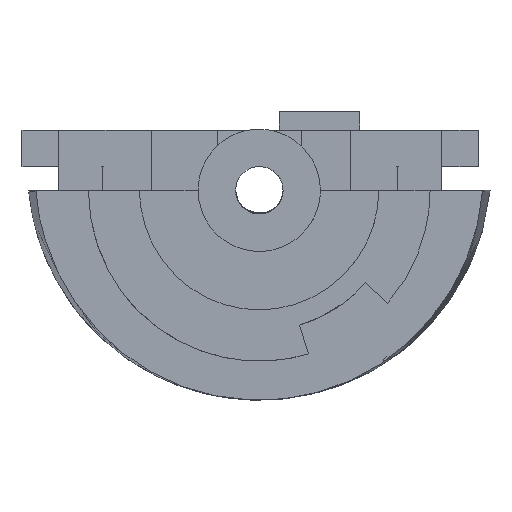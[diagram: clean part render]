
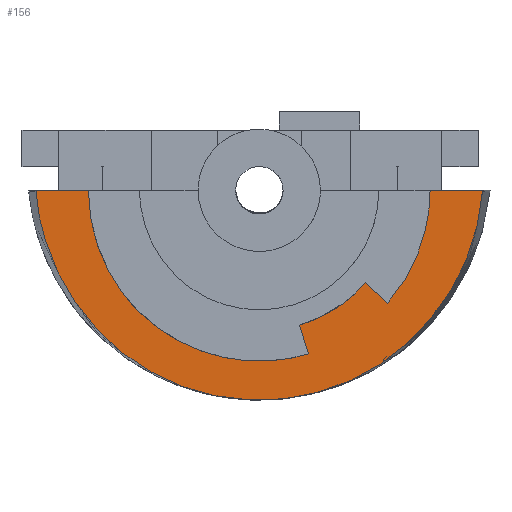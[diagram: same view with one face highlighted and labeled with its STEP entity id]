
A CAD part, front view. The second image highlights one B-rep face of the part: STEP entity #156.
In plain terms, the highlighted planar face has unit normal (0, -1, 0).
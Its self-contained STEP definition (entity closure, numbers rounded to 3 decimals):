
#156=ADVANCED_FACE('',(#296),#2369,.T.);
#296=FACE_OUTER_BOUND('',#449,.T.);
#449=EDGE_LOOP('',(#1112,#1113,#1114,#1115,#1116,#1117,#1118,#1119,#1120,
#1121));
#1112=ORIENTED_EDGE('',*,*,#1555,.F.);
#1113=ORIENTED_EDGE('',*,*,#1559,.T.);
#1114=ORIENTED_EDGE('',*,*,#1542,.T.);
#1115=ORIENTED_EDGE('',*,*,#1544,.T.);
#1116=ORIENTED_EDGE('',*,*,#1535,.F.);
#1117=ORIENTED_EDGE('',*,*,#1335,.F.);
#1118=ORIENTED_EDGE('',*,*,#1368,.F.);
#1119=ORIENTED_EDGE('',*,*,#1367,.F.);
#1120=ORIENTED_EDGE('',*,*,#1562,.F.);
#1121=ORIENTED_EDGE('',*,*,#1361,.F.);
#1335=EDGE_CURVE('',#2076,#2075,#1840,.T.);
#1361=EDGE_CURVE('',#2108,#2107,#1863,.T.);
#1367=EDGE_CURVE('',#2115,#2199,#1869,.T.);
#1368=EDGE_CURVE('',#2199,#2076,#1870,.T.);
#1535=EDGE_CURVE('',#2075,#2207,#1942,.T.);
#1542=EDGE_CURVE('',#2212,#2213,#1947,.T.);
#1544=EDGE_CURVE('',#2213,#2207,#1791,.T.);
#1555=EDGE_CURVE('',#2208,#2108,#1953,.T.);
#1559=EDGE_CURVE('',#2208,#2212,#1800,.T.);
#1562=EDGE_CURVE('',#2107,#2115,#1955,.T.);
#1791=B_SPLINE_CURVE_WITH_KNOTS('',1,(#4706,#4707),.UNSPECIFIED.,.F.,.F.,
(2,2),(-20.869,-19.219),.UNSPECIFIED.);
#1800=B_SPLINE_CURVE_WITH_KNOTS('',1,(#4745,#4746),.UNSPECIFIED.,.F.,.F.,
(2,2),(-39.1,-37.449),.UNSPECIFIED.);
#1840=(
BOUNDED_CURVE()
B_SPLINE_CURVE(3,(#3896,#3897,#3898,#3899),.UNSPECIFIED.,.F.,.F.)
B_SPLINE_CURVE_WITH_KNOTS((4,4),(-192.104,-189.227),
 .UNSPECIFIED.)
CURVE()
GEOMETRIC_REPRESENTATION_ITEM()
RATIONAL_B_SPLINE_CURVE((1.,1.,1.,1.))
REPRESENTATION_ITEM('')
);
#1863=(
BOUNDED_CURVE()
B_SPLINE_CURVE(3,(#4007,#4008,#4009,#4010),.UNSPECIFIED.,.F.,.F.)
B_SPLINE_CURVE_WITH_KNOTS((4,4),(-40.255,-37.379),
 .UNSPECIFIED.)
CURVE()
GEOMETRIC_REPRESENTATION_ITEM()
RATIONAL_B_SPLINE_CURVE((1.,1.,1.,1.))
REPRESENTATION_ITEM('')
);
#1869=(
BOUNDED_CURVE()
B_SPLINE_CURVE(3,(#4040,#4041,#4042,#4043,#4044,#4045,#4046,#4047,#4048,
#4049,#4050,#4051,#4052,#4053,#4054,#4055,#4056,#4057,#4058,#4059,#4060,
#4061,#4062,#4063,#4064,#4065,#4066,#4067,#4068,#4069,#4070,#4071,#4072,
#4073,#4074,#4075,#4076),.UNSPECIFIED.,.F.,.F.)
B_SPLINE_CURVE_WITH_KNOTS((4,3,3,3,3,3,3,3,3,3,3,3,4),(38.159,
40.581,43.803,47.015,50.218,53.415,
56.606,59.796,62.992,66.197,69.408,
72.631,75.053),.UNSPECIFIED.)
CURVE()
GEOMETRIC_REPRESENTATION_ITEM()
RATIONAL_B_SPLINE_CURVE((1.,1.,1.,1.,1.,1.,1.,1.,1.,1.,1.,1.,1.,1.,1.,1.,
1.,1.,1.,1.,1.,1.,1.,1.,1.,1.,1.,1.,1.,1.,1.,1.,1.,1.,1.,1.,1.))
REPRESENTATION_ITEM('')
);
#1870=(
BOUNDED_CURVE()
B_SPLINE_CURVE(3,(#4077,#4078,#4079,#4080),.UNSPECIFIED.,.F.,.F.)
B_SPLINE_CURVE_WITH_KNOTS((4,4),(75.053,75.121),
 .UNSPECIFIED.)
CURVE()
GEOMETRIC_REPRESENTATION_ITEM()
RATIONAL_B_SPLINE_CURVE((1.,1.,1.,1.))
REPRESENTATION_ITEM('')
);
#1942=(
BOUNDED_CURVE()
B_SPLINE_CURVE(2,(#4680,#4681,#4682),.UNSPECIFIED.,.F.,.F.)
B_SPLINE_CURVE_WITH_KNOTS((3,3),(-61.012,-53.973),
 .UNSPECIFIED.)
CURVE()
GEOMETRIC_REPRESENTATION_ITEM()
RATIONAL_B_SPLINE_CURVE((1.,0.936,1.))
REPRESENTATION_ITEM('')
);
#1947=(
BOUNDED_CURVE()
B_SPLINE_CURVE(2,(#4699,#4700,#4701,#4702,#4703),.UNSPECIFIED.,.F.,.F.)
B_SPLINE_CURVE_WITH_KNOTS((3,2,3),(-37.449,-29.159,
-20.869),.UNSPECIFIED.)
CURVE()
GEOMETRIC_REPRESENTATION_ITEM()
RATIONAL_B_SPLINE_CURVE((1.,0.91,1.,0.91,1.))
REPRESENTATION_ITEM('')
);
#1953=(
BOUNDED_CURVE()
B_SPLINE_CURVE(2,(#4735,#4736,#4737),.UNSPECIFIED.,.F.,.F.)
B_SPLINE_CURVE_WITH_KNOTS((3,3),(-37.545,-30.506),
 .UNSPECIFIED.)
CURVE()
GEOMETRIC_REPRESENTATION_ITEM()
RATIONAL_B_SPLINE_CURVE((1.,0.936,1.))
REPRESENTATION_ITEM('')
);
#1955=(
BOUNDED_CURVE()
B_SPLINE_CURVE(3,(#4751,#4752,#4753,#4754),.UNSPECIFIED.,.F.,.F.)
B_SPLINE_CURVE_WITH_KNOTS((4,4),(112.694,112.762),
 .UNSPECIFIED.)
CURVE()
GEOMETRIC_REPRESENTATION_ITEM()
RATIONAL_B_SPLINE_CURVE((1.,1.,1.,1.))
REPRESENTATION_ITEM('')
);
#2075=VERTEX_POINT('',#3471);
#2076=VERTEX_POINT('',#3472);
#2107=VERTEX_POINT('',#3503);
#2108=VERTEX_POINT('',#3504);
#2115=VERTEX_POINT('',#3511);
#2199=VERTEX_POINT('',#3595);
#2207=VERTEX_POINT('',#3603);
#2208=VERTEX_POINT('',#3604);
#2212=VERTEX_POINT('',#3608);
#2213=VERTEX_POINT('',#3609);
#2369=PLANE('',#2485);
#2485=AXIS2_PLACEMENT_3D('',#3383,#2584,$);
#2584=DIRECTION('',(0.,-1.,0.));
#3383=CARTESIAN_POINT('',(-12.481,-111.35,-4.785));
#3471=CARTESIAN_POINT('',(-9.36,-111.35,-4.9));
#3472=CARTESIAN_POINT('',(-12.237,-111.35,-4.9));
#3503=CARTESIAN_POINT('',(12.237,-111.35,-4.9));
#3504=CARTESIAN_POINT('',(9.36,-111.35,-4.9));
#3511=CARTESIAN_POINT('',(12.232,-111.35,-4.967));
#3595=CARTESIAN_POINT('',(-12.232,-111.35,-4.967));
#3603=CARTESIAN_POINT('',(-7.027,-111.35,-11.083));
#3604=CARTESIAN_POINT('',(7.027,-111.35,-11.083));
#3608=CARTESIAN_POINT('',(5.812,-111.35,-9.967));
#3609=CARTESIAN_POINT('',(-5.812,-111.35,-9.967));
#3896=CARTESIAN_POINT('',(-12.237,-111.35,-4.9));
#3897=CARTESIAN_POINT('',(-11.278,-111.35,-4.9));
#3898=CARTESIAN_POINT('',(-10.319,-111.35,-4.9));
#3899=CARTESIAN_POINT('',(-9.36,-111.35,-4.9));
#4007=CARTESIAN_POINT('',(9.36,-111.35,-4.9));
#4008=CARTESIAN_POINT('',(10.319,-111.35,-4.9));
#4009=CARTESIAN_POINT('',(11.278,-111.35,-4.9));
#4010=CARTESIAN_POINT('',(12.237,-111.35,-4.9));
#4040=CARTESIAN_POINT('',(12.232,-111.35,-4.967));
#4041=CARTESIAN_POINT('',(12.178,-111.35,-5.772));
#4042=CARTESIAN_POINT('',(12.031,-111.35,-6.568));
#4043=CARTESIAN_POINT('',(11.811,-111.35,-7.344));
#4044=CARTESIAN_POINT('',(11.518,-111.35,-8.374));
#4045=CARTESIAN_POINT('',(11.096,-111.35,-9.367));
#4046=CARTESIAN_POINT('',(10.556,-111.35,-10.292));
#4047=CARTESIAN_POINT('',(10.017,-111.35,-11.214));
#4048=CARTESIAN_POINT('',(9.361,-111.35,-12.068));
#4049=CARTESIAN_POINT('',(8.606,-111.35,-12.823));
#4050=CARTESIAN_POINT('',(7.852,-111.35,-13.577));
#4051=CARTESIAN_POINT('',(7.002,-111.35,-14.23));
#4052=CARTESIAN_POINT('',(6.08,-111.35,-14.764));
#4053=CARTESIAN_POINT('',(5.16,-111.35,-15.297));
#4054=CARTESIAN_POINT('',(4.171,-111.35,-15.708));
#4055=CARTESIAN_POINT('',(3.145,-111.35,-15.984));
#4056=CARTESIAN_POINT('',(2.12,-111.35,-16.26));
#4057=CARTESIAN_POINT('',(1.061,-111.35,-16.4));
#4058=CARTESIAN_POINT('',(0.,-111.35,-16.4));
#4059=CARTESIAN_POINT('',(-1.061,-111.35,-16.4));
#4060=CARTESIAN_POINT('',(-2.12,-111.35,-16.26));
#4061=CARTESIAN_POINT('',(-3.145,-111.35,-15.984));
#4062=CARTESIAN_POINT('',(-4.171,-111.35,-15.708));
#4063=CARTESIAN_POINT('',(-5.159,-111.35,-15.297));
#4064=CARTESIAN_POINT('',(-6.079,-111.35,-14.765));
#4065=CARTESIAN_POINT('',(-7.001,-111.35,-14.231));
#4066=CARTESIAN_POINT('',(-7.852,-111.35,-13.577));
#4067=CARTESIAN_POINT('',(-8.606,-111.35,-12.823));
#4068=CARTESIAN_POINT('',(-9.361,-111.35,-12.068));
#4069=CARTESIAN_POINT('',(-10.016,-111.35,-11.216));
#4070=CARTESIAN_POINT('',(-10.555,-111.35,-10.293));
#4071=CARTESIAN_POINT('',(-11.095,-111.35,-9.368));
#4072=CARTESIAN_POINT('',(-11.518,-111.35,-8.375));
#4073=CARTESIAN_POINT('',(-11.811,-111.35,-7.344));
#4074=CARTESIAN_POINT('',(-12.031,-111.35,-6.568));
#4075=CARTESIAN_POINT('',(-12.178,-111.35,-5.772));
#4076=CARTESIAN_POINT('',(-12.232,-111.35,-4.967));
#4077=CARTESIAN_POINT('',(-12.232,-111.35,-4.967));
#4078=CARTESIAN_POINT('',(-12.234,-111.35,-4.945));
#4079=CARTESIAN_POINT('',(-12.235,-111.35,-4.922));
#4080=CARTESIAN_POINT('',(-12.237,-111.35,-4.9));
#4680=CARTESIAN_POINT('',(-9.36,-111.35,-4.9));
#4681=CARTESIAN_POINT('',(-9.36,-111.35,-8.432));
#4682=CARTESIAN_POINT('',(-7.027,-111.35,-11.083));
#4699=CARTESIAN_POINT('',(5.812,-111.35,-9.967));
#4700=CARTESIAN_POINT('',(3.507,-111.35,-12.61));
#4701=CARTESIAN_POINT('',(0.,-111.35,-12.61));
#4702=CARTESIAN_POINT('',(-3.507,-111.35,-12.61));
#4703=CARTESIAN_POINT('',(-5.812,-111.35,-9.967));
#4706=CARTESIAN_POINT('',(-5.812,-111.35,-9.967));
#4707=CARTESIAN_POINT('',(-7.027,-111.35,-11.083));
#4735=CARTESIAN_POINT('',(7.027,-111.35,-11.083));
#4736=CARTESIAN_POINT('',(9.36,-111.35,-8.432));
#4737=CARTESIAN_POINT('',(9.36,-111.35,-4.9));
#4745=CARTESIAN_POINT('',(7.027,-111.35,-11.083));
#4746=CARTESIAN_POINT('',(5.812,-111.35,-9.967));
#4751=CARTESIAN_POINT('',(12.237,-111.35,-4.9));
#4752=CARTESIAN_POINT('',(12.235,-111.35,-4.923));
#4753=CARTESIAN_POINT('',(12.234,-111.35,-4.945));
#4754=CARTESIAN_POINT('',(12.232,-111.35,-4.967));
